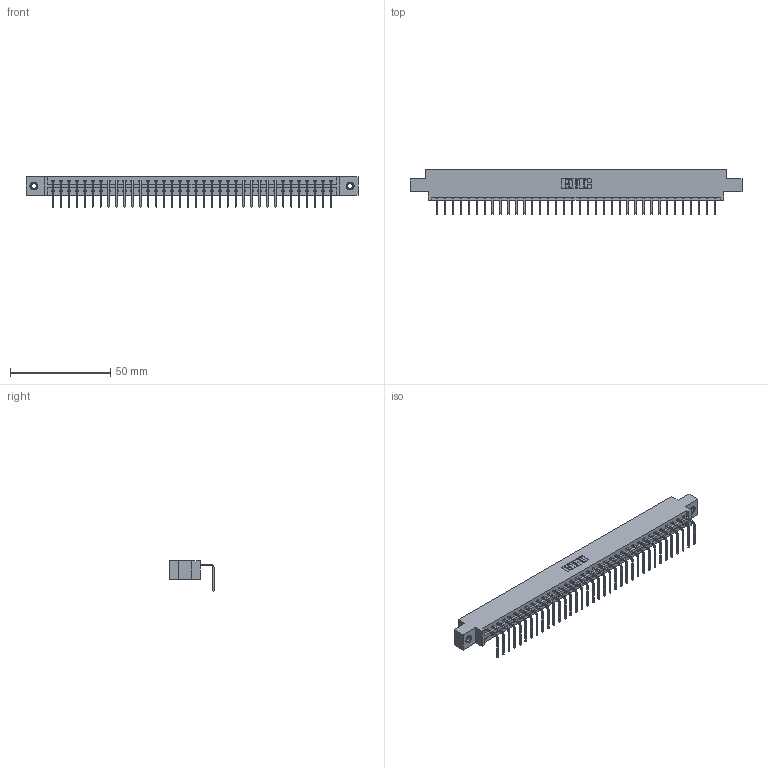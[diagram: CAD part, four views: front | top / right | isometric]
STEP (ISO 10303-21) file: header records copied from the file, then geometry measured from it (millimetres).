
FILE_DESCRIPTION (( 'STEP AP203' ), '1' );
FILE_NAME ('337-036-558-607.STEP', '2018-08-08T00:07:16', ( '' ), ( '' ), 'SwSTEP 2.0', 'SolidWorks 2016', '' );
FILE_SCHEMA (( 'CONFIG_CONTROL_DESIGN' ));
Length unit declared in the file: inch
Products named in the file (4): 337 Part_0.170 Offset - 0.156 Dia-TI; 345-292-001_558 Tail - 2; 345-250-001_345-250-005-103; 337-036-558-607
Assembly tree (39 placements, depth 2):
  337-036-558-607
    337 Part_0.170 Offset - 0.156 Dia-TI
    345-292-001_558 Tail - 2  x36
    345-250-001_345-250-005-103  x2
Bounding box: 165.66 x 22.17 x 15.37 mm (x, y, z)
Volume: 17131.3 mm3; surface area: 18543.7 mm2
Topology: 39 solids, 39 shells, 2482 faces, 7443 edges, 4906 vertices
Faces by surface type: plane 1834, cylinder 632, cone 12, torus 4
Entity records: 28938 total; most frequent: CARTESIAN_POINT 5021, ORIENTED_EDGE 4986, DIRECTION 4271, EDGE_CURVE 2493, VECTOR 2345, LINE 2345, VERTEX_POINT 1656, AXIS2_PLACEMENT_3D 963
